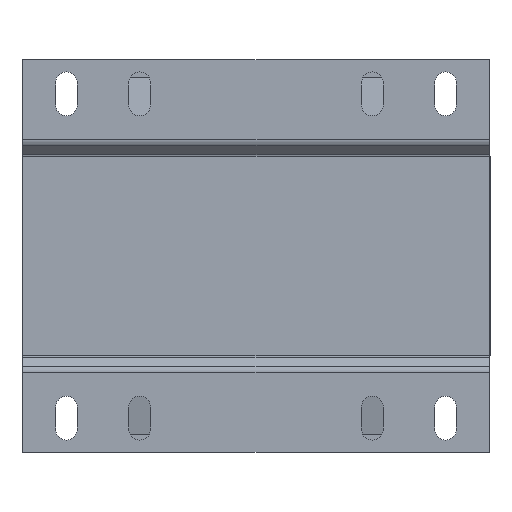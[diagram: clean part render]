
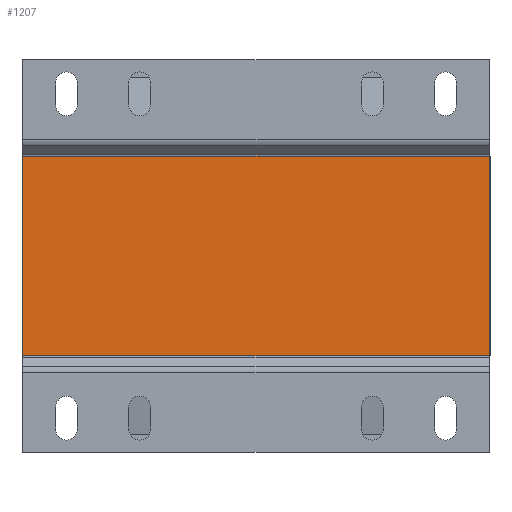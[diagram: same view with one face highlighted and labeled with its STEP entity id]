
A CAD part, front view. The second image highlights one B-rep face of the part: STEP entity #1207.
In plain terms, the highlighted planar face has unit normal (0, -1, 0).
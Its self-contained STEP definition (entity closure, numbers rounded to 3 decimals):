
#412 = AXIS2_PLACEMENT_3D ( 'NONE', #5559, #5483, #2214 ) ;
#530 = CARTESIAN_POINT ( 'NONE',  ( -95.75, -82.5, -41. ) ) ;
#1207 = ADVANCED_FACE ( 'Defeature ausgef�hrt1_94', ( #6681 ), #3606, .F. ) ;
#1251 = CARTESIAN_POINT ( 'NONE',  ( 95.75, -82.5, -80.5 ) ) ;
#1726 = DIRECTION ( 'NONE',  ( 0., 0., -1. ) ) ;
#1736 = LINE ( 'NONE', #4955, #5296 ) ;
#1852 = CARTESIAN_POINT ( 'NONE',  ( 0., -82.5, -41. ) ) ;
#2069 = ORIENTED_EDGE ( 'NONE', *, *, #4072, .F. ) ;
#2214 = DIRECTION ( 'NONE',  ( -1., 0., 0. ) ) ;
#2474 = DIRECTION ( 'NONE',  ( 0., 0., 1. ) ) ;
#2602 = EDGE_CURVE ( 'Defeature ausgef�hrt1_94+Defeature ausgef�hrt1_114+Defeature ausgef�hrt1_92+Defeature ausgef�hrt1_93', #4060, #6082, #7232, .T. ) ;
#2820 = VECTOR ( 'NONE', #3959, 1000. ) ;
#2846 = LINE ( 'NONE', #1251, #4014 ) ;
#3396 = EDGE_LOOP ( 'NONE', ( #8215, #2069, #4069, #3444 ) ) ;
#3444 = ORIENTED_EDGE ( 'NONE', *, *, #7737, .F. ) ;
#3606 = PLANE ( 'NONE',  #412 ) ;
#3900 = VERTEX_POINT ( 'NONE', #5523 ) ;
#3959 = DIRECTION ( 'NONE',  ( 1., 0., 0. ) ) ;
#3984 = CARTESIAN_POINT ( 'NONE',  ( 0., -82.5, 41. ) ) ;
#4014 = VECTOR ( 'NONE', #1726, 1000. ) ;
#4060 = VERTEX_POINT ( 'NONE', #530 ) ;
#4069 = ORIENTED_EDGE ( 'NONE', *, *, #2602, .T. ) ;
#4072 = EDGE_CURVE ( 'Defeature ausgef�hrt1_92+Defeature ausgef�hrt1_94+Defeature ausgef�hrt1_112+Defeature ausgef�hrt1_95', #4060, #6256, #1736, .T. ) ;
#4776 = EDGE_CURVE ( 'Defeature ausgef�hrt1_97+Defeature ausgef�hrt1_94+Defeature ausgef�hrt1_95+Defeature ausgef�hrt1_96', #6256, #3900, #4990, .T. ) ;
#4955 = CARTESIAN_POINT ( 'NONE',  ( -95.75, -82.5, -80.5 ) ) ;
#4990 = LINE ( 'NONE', #3984, #2820 ) ;
#5296 = VECTOR ( 'NONE', #2474, 1000. ) ;
#5483 = DIRECTION ( 'NONE',  ( 0., 1., 0. ) ) ;
#5523 = CARTESIAN_POINT ( 'NONE',  ( 95.75, -82.5, 41. ) ) ;
#5559 = CARTESIAN_POINT ( 'NONE',  ( 0., -82.5, 0. ) ) ;
#5787 = DIRECTION ( 'NONE',  ( 1., 0., 0. ) ) ;
#6082 = VERTEX_POINT ( 'NONE', #6739 ) ;
#6256 = VERTEX_POINT ( 'NONE', #7586 ) ;
#6681 = FACE_OUTER_BOUND ( 'NONE', #3396, .T. ) ;
#6739 = CARTESIAN_POINT ( 'NONE',  ( 95.75, -82.5, -41. ) ) ;
#7232 = LINE ( 'NONE', #1852, #7831 ) ;
#7586 = CARTESIAN_POINT ( 'NONE',  ( -95.75, -82.5, 41. ) ) ;
#7737 = EDGE_CURVE ( 'Defeature ausgef�hrt1_93+Defeature ausgef�hrt1_94+Defeature ausgef�hrt1_96+Defeature ausgef�hrt1_113', #3900, #6082, #2846, .T. ) ;
#7831 = VECTOR ( 'NONE', #5787, 1000. ) ;
#8215 = ORIENTED_EDGE ( 'NONE', *, *, #4776, .F. ) ;
